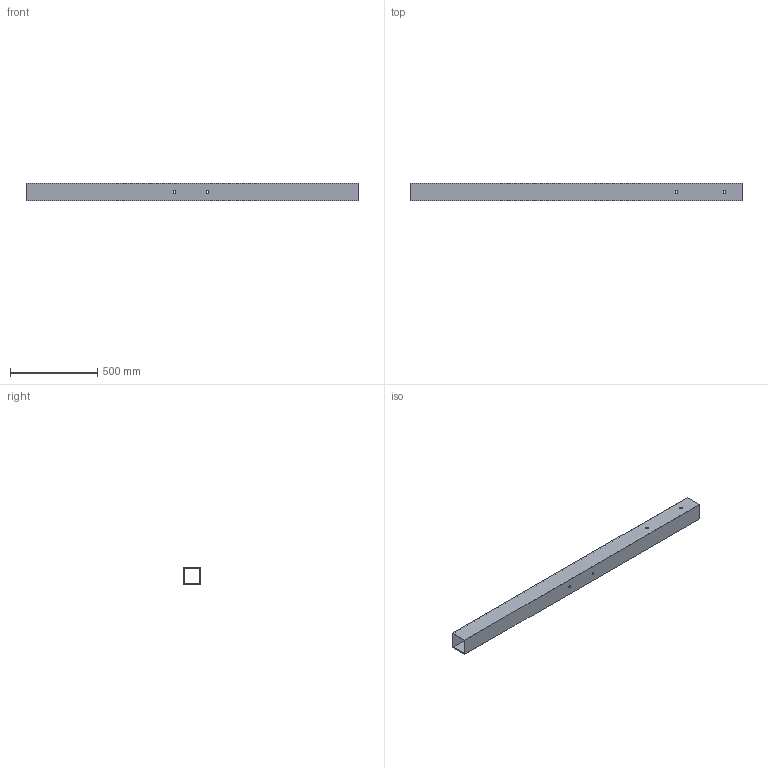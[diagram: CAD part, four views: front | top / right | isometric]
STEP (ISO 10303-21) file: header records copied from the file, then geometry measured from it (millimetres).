
FILE_DESCRIPTION(/* description */ (''),/* implementation_level */ '2;1');
FILE_NAME(/* name */ 'chasis.stp',/* time_stamp */ '2019-08-05T09:52:58+07:00',/* author */ ('BARLY'),/* organization */ (''),/* preprocessor_version */ 'ST-DEVELOPER v18',/* originating_system */ 'Autodesk Inventor 2020',/* authorisation */ '');
FILE_SCHEMA (('AUTOMOTIVE_DESIGN { 1 0 10303 214 3 1 1 }'));
Length unit declared in the file: millimetre
Products named in the file (1): chasis
Bounding box: 1900 x 100 x 100 mm (x, y, z)
Volume: 3259731.4 mm3; surface area: 1453904 mm2
Topology: 1 solids, 1 shells, 18 faces, 52 edges, 36 vertices
Faces by surface type: plane 10, cylinder 8
Full cylindrical faces by diameter (mm): 15 x8
Entity records: 685 total; most frequent: DIRECTION 110, CARTESIAN_POINT 107, ORIENTED_EDGE 104, EDGE_CURVE 52, AXIS2_PLACEMENT_3D 39, EDGE_LOOP 36, VERTEX_POINT 36, LINE 32
